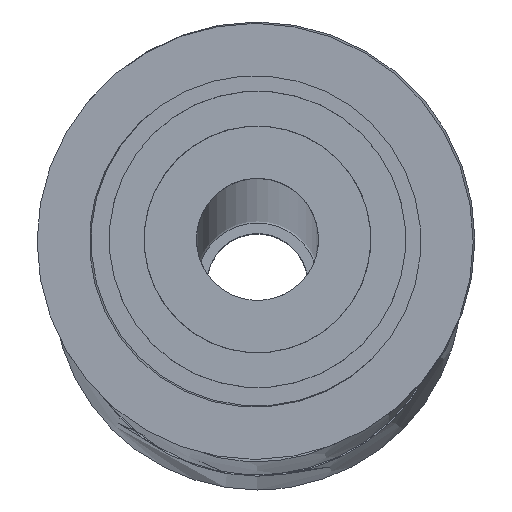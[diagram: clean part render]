
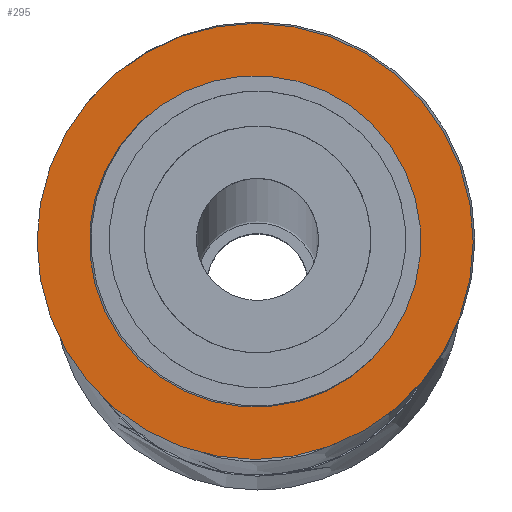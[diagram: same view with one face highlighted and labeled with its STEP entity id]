
A CAD part, top view. The second image highlights one B-rep face of the part: STEP entity #295.
In plain terms, the highlighted planar face has unit normal (-0.008, -0.008, 1).
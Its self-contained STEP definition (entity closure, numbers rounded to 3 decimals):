
#167=PLANE('',#1142);
#217=FACE_OUTER_BOUND('',#585,.T.);
#295=ADVANCED_FACE('',(#217,#434),#167,.F.);
#434=FACE_BOUND('',#586,.T.);
#585=EDGE_LOOP('',(#757));
#586=EDGE_LOOP('',(#758));
#757=ORIENTED_EDGE('',*,*,#931,.T.);
#758=ORIENTED_EDGE('',*,*,#929,.F.);
#843=VERTEX_POINT('',#3114);
#845=VERTEX_POINT('',#3119);
#929=EDGE_CURVE('',#843,#843,#999,.T.);
#931=EDGE_CURVE('',#845,#845,#1001,.T.);
#999=CIRCLE('',#1138,9.5);
#1001=CIRCLE('',#1141,12.5);
#1138=AXIS2_PLACEMENT_3D('',#3113,#1422,#1423);
#1141=AXIS2_PLACEMENT_3D('',#3118,#1428,#1429);
#1142=AXIS2_PLACEMENT_3D('',#3120,#1430,#1431);
#1422=DIRECTION('',(-0.008,-0.008,1.));
#1423=DIRECTION('',(0.707,0.707,0.011));
#1428=DIRECTION('',(-0.008,-0.008,1.));
#1429=DIRECTION('',(-1.,0.,-0.008));
#1430=DIRECTION('',(0.008,0.008,-1.));
#1431=DIRECTION('',(-1.,0.,-0.008));
#3113=CARTESIAN_POINT('',(-0.134,-0.134,1493.099));
#3114=CARTESIAN_POINT('',(6.583,6.583,1493.205));
#3118=CARTESIAN_POINT('',(-0.134,-0.134,1493.099));
#3119=CARTESIAN_POINT('',(-12.633,-0.134,1493.001));
#3120=CARTESIAN_POINT('',(-0.134,-0.134,1493.099));
